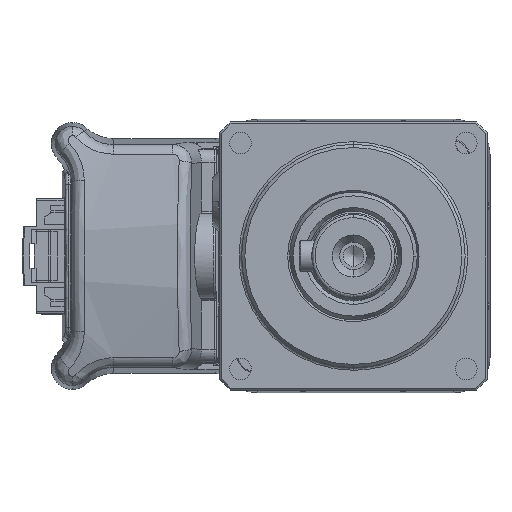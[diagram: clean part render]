
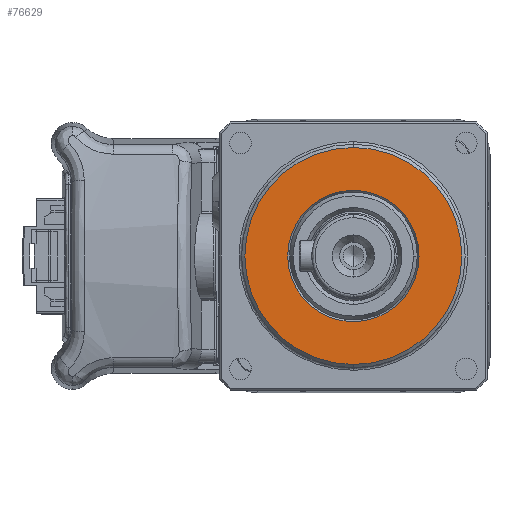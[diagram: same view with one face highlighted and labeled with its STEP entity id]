
A CAD part, left-side view. The second image highlights one B-rep face of the part: STEP entity #76629.
In plain terms, the highlighted face is planar.
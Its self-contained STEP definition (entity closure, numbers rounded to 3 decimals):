
#2198 = EDGE_LOOP ( 'NONE', ( #79013, #49021 ) ) ;
#3067 = CARTESIAN_POINT ( 'NONE',  ( 10.289, 0., 32. ) ) ;
#13099 = DIRECTION ( 'NONE',  ( 0., 0., -1. ) ) ;
#16872 = DIRECTION ( 'NONE',  ( 0., 0., -1. ) ) ;
#30734 = FACE_OUTER_BOUND ( 'NONE', #2198, .T. ) ;
#32642 = DIRECTION ( 'NONE',  ( 0., 0., 1. ) ) ;
#33661 = CIRCLE ( 'NONE', #115494, 17. ) ;
#37388 = FACE_BOUND ( 'NONE', #82965, .T. ) ;
#38184 = CARTESIAN_POINT ( 'NONE',  ( 17., 0., 32. ) ) ;
#41557 = DIRECTION ( 'NONE',  ( 0., 0., 1. ) ) ;
#42549 = CIRCLE ( 'NONE', #91332, 10.289 ) ;
#43952 = AXIS2_PLACEMENT_3D ( 'NONE', #105157, #41557, #115811 ) ;
#49021 = ORIENTED_EDGE ( 'NONE', *, *, #56352, .F. ) ;
#52257 = DIRECTION ( 'NONE',  ( 0., 0., -1. ) ) ;
#56352 = EDGE_CURVE ( 'NONE', #88685, #134890, #99031, .T. ) ;
#59515 = AXIS2_PLACEMENT_3D ( 'NONE', #108261, #13099, #87404 ) ;
#76629 = ADVANCED_FACE ( 'NONE', ( #37388, #30734 ), #118964, .F. ) ;
#79013 = ORIENTED_EDGE ( 'NONE', *, *, #99946, .F. ) ;
#80465 = CARTESIAN_POINT ( 'NONE',  ( 0., 0., 32. ) ) ;
#82660 = CARTESIAN_POINT ( 'NONE',  ( -17., 0., 32. ) ) ;
#82965 = EDGE_LOOP ( 'NONE', ( #112125, #125319 ) ) ;
#85920 = EDGE_CURVE ( 'NONE', #116068, #118720, #42549, .T. ) ;
#87404 = DIRECTION ( 'NONE',  ( -1., 0., 0. ) ) ;
#88685 = VERTEX_POINT ( 'NONE', #38184 ) ;
#91182 = DIRECTION ( 'NONE',  ( -1., 0., 0. ) ) ;
#91332 = AXIS2_PLACEMENT_3D ( 'NONE', #96284, #32642, #106930 ) ;
#96284 = CARTESIAN_POINT ( 'NONE',  ( 0., 0., 32. ) ) ;
#99031 = CIRCLE ( 'NONE', #115240, 17. ) ;
#99946 = EDGE_CURVE ( 'NONE', #134890, #88685, #33661, .T. ) ;
#102270 = CARTESIAN_POINT ( 'NONE',  ( -10.289, 0., 32. ) ) ;
#105157 = CARTESIAN_POINT ( 'NONE',  ( 0., 0., 32. ) ) ;
#106930 = DIRECTION ( 'NONE',  ( 1., 0., 0. ) ) ;
#108261 = CARTESIAN_POINT ( 'NONE',  ( 0., 0., 32. ) ) ;
#112125 = ORIENTED_EDGE ( 'NONE', *, *, #85920, .F. ) ;
#115240 = AXIS2_PLACEMENT_3D ( 'NONE', #115829, #52257, #126574 ) ;
#115494 = AXIS2_PLACEMENT_3D ( 'NONE', #80465, #16872, #91182 ) ;
#115811 = DIRECTION ( 'NONE',  ( 1., 0., 0. ) ) ;
#115829 = CARTESIAN_POINT ( 'NONE',  ( 0., 0., 32. ) ) ;
#116068 = VERTEX_POINT ( 'NONE', #3067 ) ;
#118720 = VERTEX_POINT ( 'NONE', #102270 ) ;
#118964 = PLANE ( 'NONE',  #59515 ) ;
#122561 = EDGE_CURVE ( 'NONE', #118720, #116068, #132110, .T. ) ;
#125319 = ORIENTED_EDGE ( 'NONE', *, *, #122561, .F. ) ;
#126574 = DIRECTION ( 'NONE',  ( -1., 0., 0. ) ) ;
#132110 = CIRCLE ( 'NONE', #43952, 10.289 ) ;
#134890 = VERTEX_POINT ( 'NONE', #82660 ) ;
